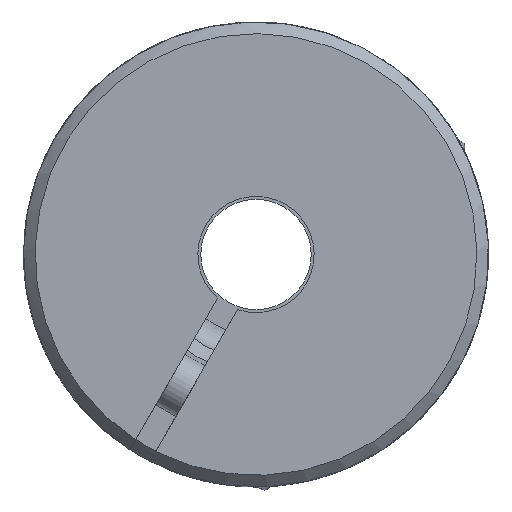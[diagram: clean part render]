
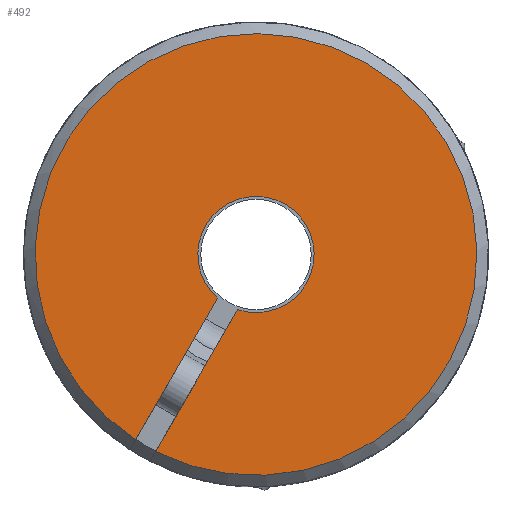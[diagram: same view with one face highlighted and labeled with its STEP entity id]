
A CAD part, left-side view. The second image highlights one B-rep face of the part: STEP entity #492.
In plain terms, the highlighted planar face has unit normal (-1, 0, 0).
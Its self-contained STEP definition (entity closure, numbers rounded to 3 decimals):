
#492 = ADVANCED_FACE( '', ( #1057 ), #1058, .T. );
#1057 = FACE_OUTER_BOUND( '', #1672, .T. );
#1058 = PLANE( '', #1673 );
#1672 = EDGE_LOOP( '', ( #3078, #3079, #3080, #3081 ) );
#1673 = AXIS2_PLACEMENT_3D( '', #3082, #3083, #3084 );
#3078 = ORIENTED_EDGE( '', *, *, #3912, .T. );
#3079 = ORIENTED_EDGE( '', *, *, #3667, .F. );
#3080 = ORIENTED_EDGE( '', *, *, #3533, .T. );
#3081 = ORIENTED_EDGE( '', *, *, #3834, .T. );
#3082 = CARTESIAN_POINT( '', ( -25., -1.525, 2.641 ) );
#3083 = DIRECTION( '', ( -1., 0., 0. ) );
#3084 = DIRECTION( '', ( 0., -0.5, 0.866 ) );
#3533 = EDGE_CURVE( '', #4213, #4219, #4221, .T. );
#3667 = EDGE_CURVE( '', #4213, #4453, #4454, .T. );
#3834 = EDGE_CURVE( '', #4219, #4711, #4713, .T. );
#3912 = EDGE_CURVE( '', #4711, #4453, #4825, .T. );
#4213 = VERTEX_POINT( '', #5216 );
#4219 = VERTEX_POINT( '', #5225 );
#4221 = LINE( '', #5227, #5228 );
#4453 = VERTEX_POINT( '', #5565 );
#4454 = CIRCLE( '', #5566, 5. );
#4711 = VERTEX_POINT( '', #6017 );
#4713 = CIRCLE( '', #6019, 19. );
#4825 = LINE( '', #6270, #6271 );
#5216 = CARTESIAN_POINT( '', ( -25., 1.583, -4.743 ) );
#5225 = CARTESIAN_POINT( '', ( -25., 8.621, -16.932 ) );
#5227 = CARTESIAN_POINT( '', ( -25., -2.391, 2.141 ) );
#5228 = VECTOR( '', #6828, 1000. );
#5565 = CARTESIAN_POINT( '', ( -25., 3.316, -3.743 ) );
#5566 = AXIS2_PLACEMENT_3D( '', #7021, #7022, #7023 );
#6017 = CARTESIAN_POINT( '', ( -25., 10.353, -15.932 ) );
#6019 = AXIS2_PLACEMENT_3D( '', #7270, #7271, #7272 );
#6270 = CARTESIAN_POINT( '', ( -25., -0.659, 3.141 ) );
#6271 = VECTOR( '', #7364, 1000. );
#6828 = DIRECTION( '', ( 0., 0.5, -0.866 ) );
#7021 = CARTESIAN_POINT( '', ( -25., 0., 0. ) );
#7022 = DIRECTION( '', ( -1., 0., 0. ) );
#7023 = DIRECTION( '', ( 0., -1., 0. ) );
#7270 = CARTESIAN_POINT( '', ( -25., 0., 0. ) );
#7271 = DIRECTION( '', ( -1., 0., 0. ) );
#7272 = DIRECTION( '', ( 0., -0.5, 0.866 ) );
#7364 = DIRECTION( '', ( 0., -0.5, 0.866 ) );
